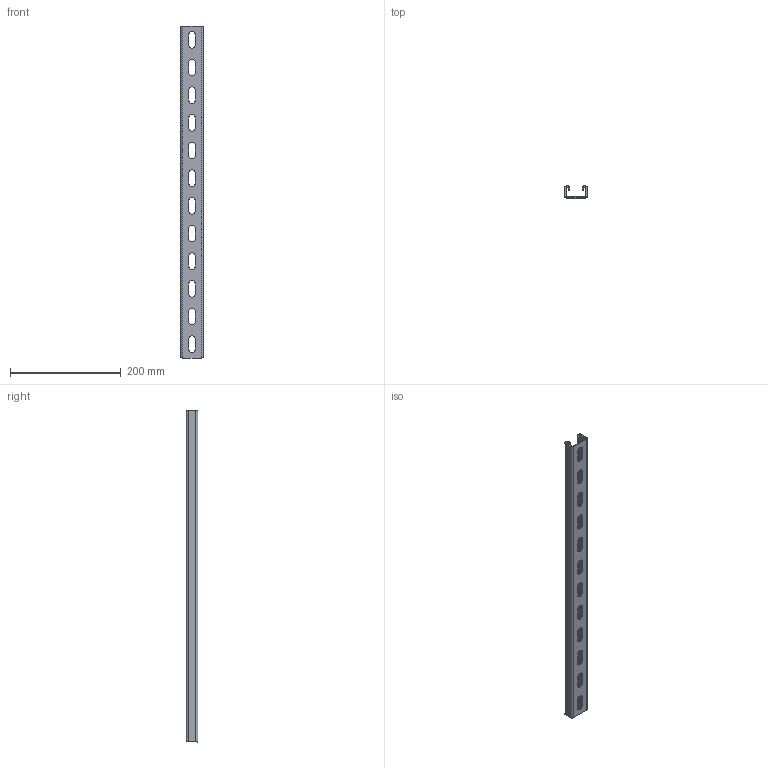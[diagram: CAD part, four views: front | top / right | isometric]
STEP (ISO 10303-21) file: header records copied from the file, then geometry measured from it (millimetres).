
FILE_DESCRIPTION (( 'STEP AP203' ), '1' );
FILE_NAME ('STRUT-镳铘桦黖h21-600.step', '2022-01-25T08:55:27', ( '' ), ( '' ), 'SwSTEP 2.0', 'SolidWorks 2017', '' );
FILE_SCHEMA (( 'CONFIG_CONTROL_DESIGN' ));
Length unit declared in the file: millimetre
Products named in the file (1): STRUT-镳铘桦黖h21-600
Bounding box: 41 x 21 x 600 mm (x, y, z)
Volume: 129615.1 mm3; surface area: 112533.2 mm2
Topology: 1 solids, 1 shells, 1030 faces, 3084 edges, 2056 vertices
Faces by surface type: plane 1000, cylinder 30
Entity records: 34133 total; most frequent: CARTESIAN_POINT 6171, ORIENTED_EDGE 6168, DIRECTION 5206, EDGE_CURVE 3084, VECTOR 3024, LINE 3024, VERTEX_POINT 2056, AXIS2_PLACEMENT_3D 1091
